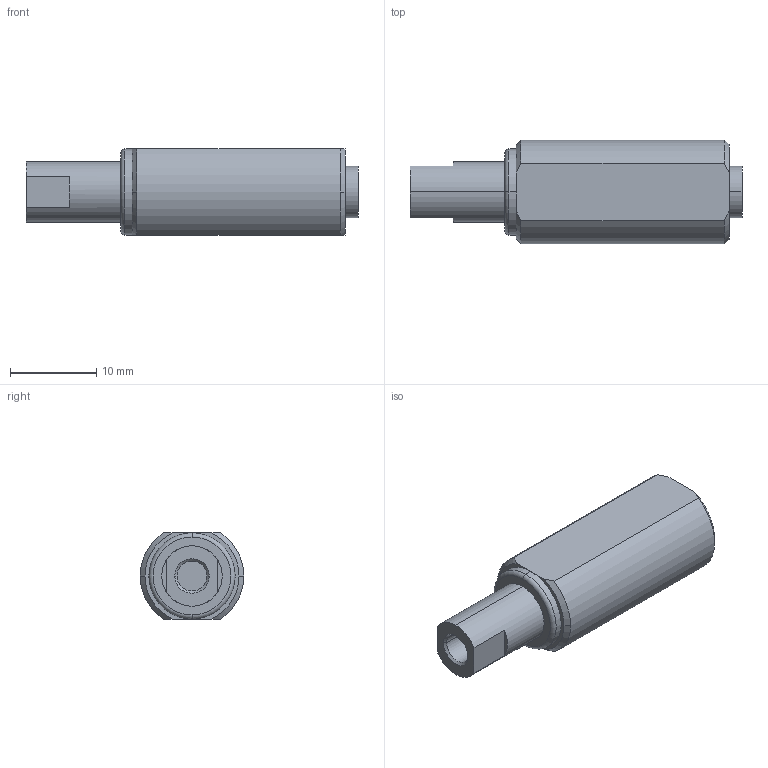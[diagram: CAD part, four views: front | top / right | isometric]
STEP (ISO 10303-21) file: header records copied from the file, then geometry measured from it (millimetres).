
FILE_DESCRIPTION(('STEP AP214'),'1');
FILE_NAME('HALDERN_EH_23229_0015.stp','2017-08-10T07:29:40',('TraceParts'),('TraceParts S.A.'),'Spatial InterOp 3D',' ',' ');
FILE_SCHEMA(('automotive_design'));
Length unit declared in the file: millimetre
Products named in the file (2): HALDERN_EH_23229_0015_1; HALDERN_EH_23229_0015_2
Bounding box: 38.5 x 12 x 10 mm (x, y, z)
Volume: 2966.5 mm3; surface area: 2719.7 mm2
Topology: 2 solids, 2 shells, 43 faces, 100 edges, 64 vertices
Faces by surface type: plane 15, cylinder 14, cone 12, torus 2
Entity records: 1615 total; most frequent: DIRECTION 236, CARTESIAN_POINT 225, ORIENTED_EDGE 200, EDGE_CURVE 100, AXIS2_PLACEMENT_3D 99, VERTEX_POINT 64, CIRCLE 54, EDGE_LOOP 48
